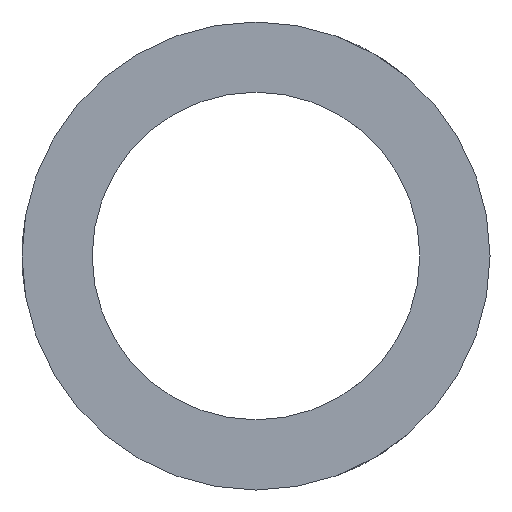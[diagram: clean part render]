
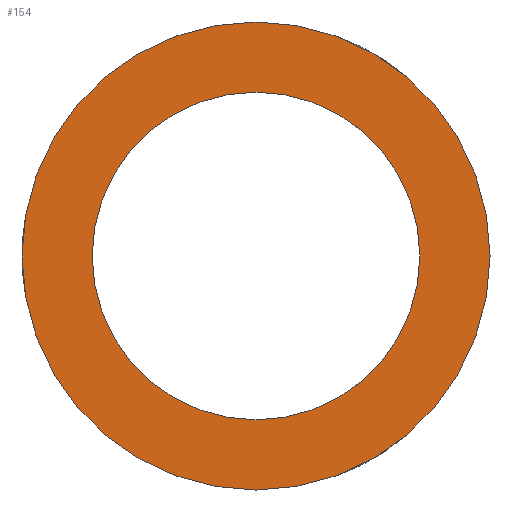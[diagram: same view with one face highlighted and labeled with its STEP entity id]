
A CAD part, front view. The second image highlights one B-rep face of the part: STEP entity #154.
In plain terms, the highlighted planar face has unit normal (0, -1, 0).
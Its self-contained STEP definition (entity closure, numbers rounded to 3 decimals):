
#16=PLANE('',#177);
#21=CIRCLE('',#173,21.);
#23=CIRCLE('',#176,30.);
#37=FACE_BOUND('',#69,.T.);
#46=FACE_OUTER_BOUND('',#68,.T.);
#68=EDGE_LOOP('',(#137));
#69=EDGE_LOOP('',(#138));
#93=VERTEX_POINT('',#446);
#95=VERTEX_POINT('',#451);
#108=EDGE_CURVE('',#93,#93,#21,.T.);
#110=EDGE_CURVE('',#95,#95,#23,.T.);
#137=ORIENTED_EDGE('',*,*,#110,.T.);
#138=ORIENTED_EDGE('',*,*,#108,.T.);
#154=ADVANCED_FACE('',(#46,#37),#16,.F.);
#173=AXIS2_PLACEMENT_3D('',#447,#199,#200);
#176=AXIS2_PLACEMENT_3D('',#452,#205,#206);
#177=AXIS2_PLACEMENT_3D('',#453,#207,#208);
#199=DIRECTION('center_axis',(0.,1.,0.));
#200=DIRECTION('ref_axis',(-1.,0.,0.));
#205=DIRECTION('center_axis',(0.,-1.,0.));
#206=DIRECTION('ref_axis',(1.,0.,0.));
#207=DIRECTION('center_axis',(0.,1.,0.));
#208=DIRECTION('ref_axis',(0.,0.,1.));
#446=CARTESIAN_POINT('',(21.,0.,0.));
#447=CARTESIAN_POINT('Origin',(0.,0.,0.));
#451=CARTESIAN_POINT('',(-30.,0.,0.));
#452=CARTESIAN_POINT('Origin',(0.,0.,0.));
#453=CARTESIAN_POINT('Origin',(0.,0.,0.));
